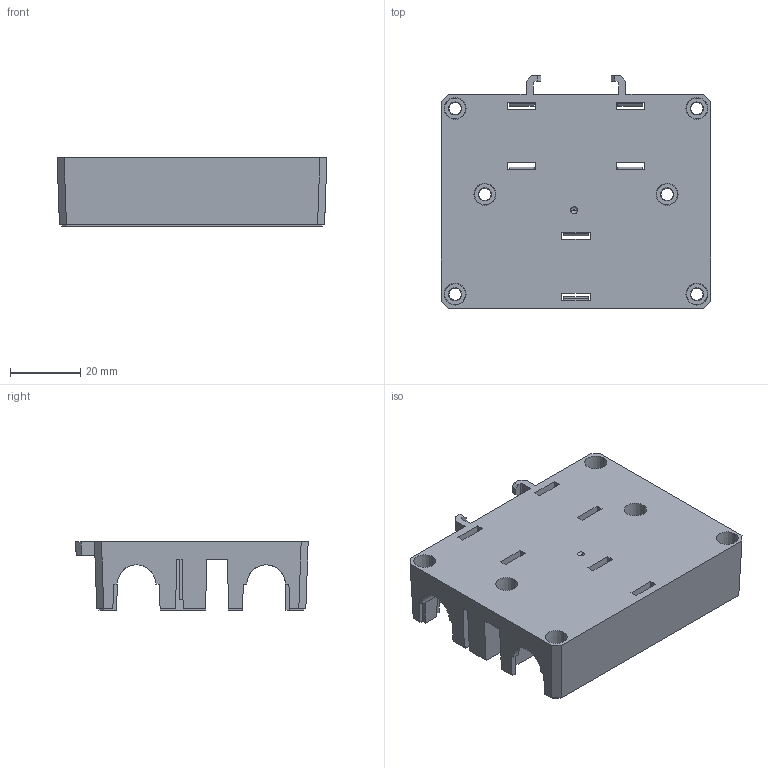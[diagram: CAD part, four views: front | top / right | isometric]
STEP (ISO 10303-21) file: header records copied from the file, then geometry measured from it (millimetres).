
FILE_DESCRIPTION (( 'STEP AP214' ), '1' );
FILE_NAME ('JXHSV06P-08012-d extruder carriage slider.step', '2023-06-08T06:50:01', ( '微软用户' ), ( '微软中国' ), 'SwSTEP 2.0', 'SolidWorks 2020', '' );
FILE_SCHEMA (( 'AUTOMOTIVE_DESIGN' ));
Length unit declared in the file: millimetre
Products named in the file (1): JXHSV06P-08012-d extruder carriage slider
Bounding box: 77 x 66.31 x 19.5 mm (x, y, z)
Volume: 29590 mm3; surface area: 33066.9 mm2
Topology: 1 solids, 1 shells, 619 faces, 1763 edges, 1162 vertices
Faces by surface type: plane 563, cone 36, cylinder 16, torus 4
Entity records: 20028 total; most frequent: CARTESIAN_POINT 4130, ORIENTED_EDGE 3526, DIRECTION 2935, EDGE_CURVE 1763, VECTOR 1509, LINE 1509, VERTEX_POINT 1162, AXIS2_PLACEMENT_3D 713
